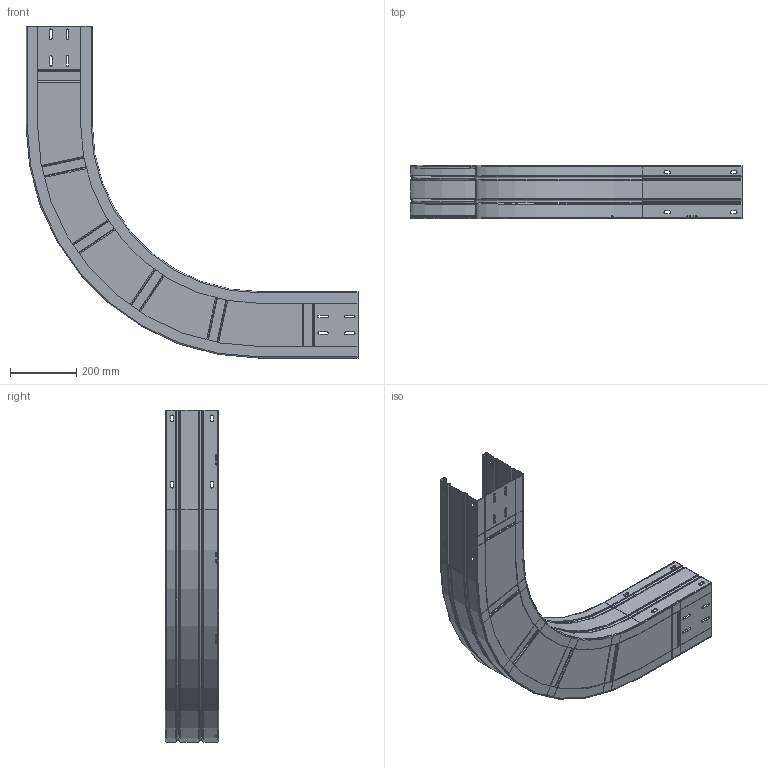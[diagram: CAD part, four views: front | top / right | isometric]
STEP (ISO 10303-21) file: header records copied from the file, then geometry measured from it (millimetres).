
FILE_DESCRIPTION((''),'2;1');
FILE_NAME('6098703_ASM','2012-12-18T',('AndreasKeweloh'),(''),'PRO/ENGINEER BY PARAMETRIC TECHNOLOGY CORPORATION, 2012230','PRO/ENGINEER BY PARAMETRIC TECHNOLOGY CORPORATION, 2012230','');
FILE_SCHEMA(('CONFIG_CONTROL_DESIGN'));
Length unit declared in the file: millimetre
Products named in the file (4): 6098703_BODEN; 6098703_AHOLM; 6098703_IHOLM; 6098703_ASM
Assembly tree (3 placements, depth 2):
  6098703_ASM
    6098703_BODEN
    6098703_AHOLM
    6098703_IHOLM
Bounding box: 1000 x 160 x 1000 mm (x, y, z)
Volume: 1825665.9 mm3; surface area: 1998236.7 mm2
Topology: 3 solids, 3 shells, 551 faces, 1429 edges, 884 vertices
Faces by surface type: cylinder 275, plane 204, torus 40, bspline 32
Entity records: 17803 total; most frequent: CARTESIAN_POINT 3795, DIRECTION 3081, ORIENTED_EDGE 2858, EDGE_CURVE 1429, AXIS2_PLACEMENT_3D 1158, VERTEX_POINT 884, VECTOR 765, LINE 765
